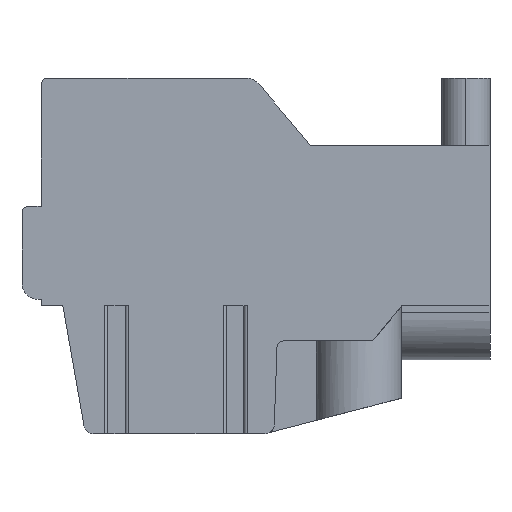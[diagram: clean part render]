
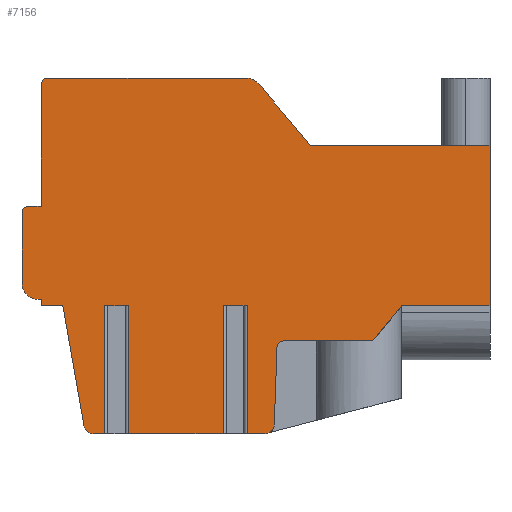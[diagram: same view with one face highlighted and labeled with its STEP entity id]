
A CAD part, front view. The second image highlights one B-rep face of the part: STEP entity #7156.
In plain terms, the highlighted planar face has unit normal (0, -1, 0).
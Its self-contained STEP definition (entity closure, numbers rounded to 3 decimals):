
#1=DIRECTION('',(1.,0.,0.));
#2=VECTOR('',#1,0.746);
#3=CARTESIAN_POINT('',(-12.023,0.,-7.186));
#4=LINE('',#3,#2);
#5=DIRECTION('',(0.,0.,-1.));
#6=VECTOR('',#5,4.);
#7=CARTESIAN_POINT('',(-12.023,0.,-7.186));
#8=LINE('',#7,#6);
#9=DIRECTION('',(-1.,0.,0.));
#10=VECTOR('',#9,0.348);
#11=CARTESIAN_POINT('',(-12.023,0.,-11.186));
#12=LINE('',#11,#10);
#13=CARTESIAN_POINT('',(-12.371,0.,-10.886));
#14=DIRECTION('',(0.,1.,0.));
#15=DIRECTION('',(0.,0.,-1.));
#16=AXIS2_PLACEMENT_3D('',#13,#14,#15);
#18=DIRECTION('',(-0.174,0.,0.985));
#19=VECTOR('',#18,3.81);
#20=CARTESIAN_POINT('',(-12.667,0.,-10.938));
#21=LINE('',#20,#19);
#22=DIRECTION('',(-1.,0.,0.));
#23=VECTOR('',#22,0.672);
#24=CARTESIAN_POINT('',(-13.328,0.,-7.186));
#25=LINE('',#24,#23);
#26=DIRECTION('',(0.,0.,1.));
#27=VECTOR('',#26,0.2);
#28=CARTESIAN_POINT('',(-14.,0.,-7.186));
#29=LINE('',#28,#27);
#30=DIRECTION('',(-1.,0.,0.));
#31=VECTOR('',#30,0.1);
#32=CARTESIAN_POINT('',(-14.,0.,-6.986));
#33=LINE('',#32,#31);
#34=CARTESIAN_POINT('',(-14.1,0.,-6.486));
#35=DIRECTION('',(0.,1.,0.));
#36=DIRECTION('',(0.,0.,-1.));
#37=AXIS2_PLACEMENT_3D('',#34,#35,#36);
#39=DIRECTION('',(0.,0.,1.));
#40=VECTOR('',#39,2.2);
#41=CARTESIAN_POINT('',(-14.6,0.,-6.486));
#42=LINE('',#41,#40);
#43=CARTESIAN_POINT('',(-14.4,0.,-4.286));
#44=DIRECTION('',(0.,1.,0.));
#45=DIRECTION('',(-1.,0.,0.));
#46=AXIS2_PLACEMENT_3D('',#43,#44,#45);
#48=DIRECTION('',(1.,0.,0.));
#49=VECTOR('',#48,0.4);
#50=CARTESIAN_POINT('',(-14.4,0.,-4.086));
#51=LINE('',#50,#49);
#52=DIRECTION('',(0.,0.,1.));
#53=VECTOR('',#52,3.8);
#54=CARTESIAN_POINT('',(-14.,0.,-4.086));
#55=LINE('',#54,#53);
#56=CARTESIAN_POINT('',(-13.8,0.,-0.286));
#57=DIRECTION('',(0.,1.,0.));
#58=DIRECTION('',(-1.,0.,0.));
#59=AXIS2_PLACEMENT_3D('',#56,#57,#58);
#61=DIRECTION('',(1.,0.,0.));
#62=VECTOR('',#61,6.205);
#63=CARTESIAN_POINT('',(-13.8,0.,-0.086));
#64=LINE('',#63,#62);
#65=CARTESIAN_POINT('',(-7.595,0.,-0.586));
#66=DIRECTION('',(0.,1.,0.));
#67=DIRECTION('',(0.,0.,1.));
#68=AXIS2_PLACEMENT_3D('',#65,#66,#67);
#70=DIRECTION('',(0.643,0.,-0.766));
#71=VECTOR('',#70,2.508);
#72=CARTESIAN_POINT('',(-7.212,0.,-0.264));
#73=LINE('',#72,#71);
#74=DIRECTION('',(1.,0.,0.));
#75=VECTOR('',#74,5.6);
#76=CARTESIAN_POINT('',(-5.6,0.,-2.186));
#77=LINE('',#76,#75);
#78=DIRECTION('',(0.,0.,-1.));
#79=VECTOR('',#78,5.);
#80=CARTESIAN_POINT('',(0.,0.,-2.186));
#81=LINE('',#80,#79);
#82=DIRECTION('',(-1.,0.,0.));
#83=VECTOR('',#82,2.75);
#84=CARTESIAN_POINT('',(0.,0.,-7.186));
#85=LINE('',#84,#83);
#86=DIRECTION('',(-0.635,0.,-0.773));
#87=VECTOR('',#86,1.423);
#88=CARTESIAN_POINT('',(-2.75,0.,-7.186));
#89=LINE('',#88,#87);
#90=DIRECTION('',(-1.,0.,0.));
#91=VECTOR('',#90,2.792);
#92=CARTESIAN_POINT('',(-3.653,0.,-8.286));
#93=LINE('',#92,#91);
#94=CARTESIAN_POINT('',(-6.445,0.,-8.486));
#95=DIRECTION('',(0.,-1.,0.));
#96=DIRECTION('',(0.,0.,1.));
#97=AXIS2_PLACEMENT_3D('',#94,#95,#96);
#99=DIRECTION('',(-0.035,0.,-0.999));
#100=VECTOR('',#99,2.419);
#101=CARTESIAN_POINT('',(-6.645,0.,-8.479));
#102=LINE('',#101,#100);
#103=CARTESIAN_POINT('',(-7.029,0.,-10.886));
#104=DIRECTION('',(0.,1.,0.));
#105=DIRECTION('',(0.999,0.,-0.035));
#106=AXIS2_PLACEMENT_3D('',#103,#104,#105);
#108=DIRECTION('',(-1.,0.,0.));
#109=VECTOR('',#108,0.547);
#110=CARTESIAN_POINT('',(-7.029,0.,-11.186));
#111=LINE('',#110,#109);
#112=DIRECTION('',(0.,0.,-1.));
#113=VECTOR('',#112,4.);
#114=CARTESIAN_POINT('',(-7.577,0.,-7.186));
#115=LINE('',#114,#113);
#116=DIRECTION('',(1.,0.,0.));
#117=VECTOR('',#116,0.746);
#118=CARTESIAN_POINT('',(-8.323,0.,-7.186));
#119=LINE('',#118,#117);
#120=DIRECTION('',(0.,0.,-1.));
#121=VECTOR('',#120,4.);
#122=CARTESIAN_POINT('',(-8.323,0.,-7.186));
#123=LINE('',#122,#121);
#124=DIRECTION('',(-1.,0.,0.));
#125=VECTOR('',#124,2.954);
#126=CARTESIAN_POINT('',(-8.323,0.,-11.186));
#127=LINE('',#126,#125);
#128=DIRECTION('',(0.,0.,-1.));
#129=VECTOR('',#128,4.);
#130=CARTESIAN_POINT('',(-11.277,0.,-7.186));
#131=LINE('',#130,#129);
#5475=CARTESIAN_POINT('',(-14.6,0.,-6.486));
#5476=CARTESIAN_POINT('',(-14.6,0.,-4.286));
#5477=VERTEX_POINT('',#5475);
#5478=VERTEX_POINT('',#5476);
#5479=CARTESIAN_POINT('',(-14.4,0.,-4.086));
#5480=VERTEX_POINT('',#5479);
#5481=CARTESIAN_POINT('',(-14.,0.,-4.086));
#5482=VERTEX_POINT('',#5481);
#5483=CARTESIAN_POINT('',(-14.,0.,-0.286));
#5484=VERTEX_POINT('',#5483);
#5485=CARTESIAN_POINT('',(-13.8,0.,-0.086));
#5486=VERTEX_POINT('',#5485);
#5487=CARTESIAN_POINT('',(-7.595,0.,-0.086));
#5488=VERTEX_POINT('',#5487);
#5489=CARTESIAN_POINT('',(-7.212,0.,-0.264));
#5490=VERTEX_POINT('',#5489);
#5491=CARTESIAN_POINT('',(-5.6,0.,-2.186));
#5492=VERTEX_POINT('',#5491);
#5493=CARTESIAN_POINT('',(0.,0.,-2.186));
#5494=VERTEX_POINT('',#5493);
#5495=CARTESIAN_POINT('',(0.,0.,-7.186));
#5496=VERTEX_POINT('',#5495);
#5497=CARTESIAN_POINT('',(-2.75,0.,-7.186));
#5498=VERTEX_POINT('',#5497);
#5499=CARTESIAN_POINT('',(-3.653,0.,-8.286));
#5500=VERTEX_POINT('',#5499);
#5501=CARTESIAN_POINT('',(-6.445,0.,-8.286));
#5502=VERTEX_POINT('',#5501);
#5503=CARTESIAN_POINT('',(-6.645,0.,-8.479));
#5504=VERTEX_POINT('',#5503);
#5505=CARTESIAN_POINT('',(-6.73,0.,-10.896));
#5506=VERTEX_POINT('',#5505);
#5507=CARTESIAN_POINT('',(-7.029,0.,-11.186));
#5508=VERTEX_POINT('',#5507);
#5509=CARTESIAN_POINT('',(-12.371,0.,-11.186));
#5510=CARTESIAN_POINT('',(-12.667,0.,-10.938));
#5511=VERTEX_POINT('',#5509);
#5512=VERTEX_POINT('',#5510);
#5513=CARTESIAN_POINT('',(-13.328,0.,-7.186));
#5514=VERTEX_POINT('',#5513);
#5515=CARTESIAN_POINT('',(-14.,0.,-7.186));
#5516=VERTEX_POINT('',#5515);
#5517=CARTESIAN_POINT('',(-14.,0.,-6.986));
#5518=VERTEX_POINT('',#5517);
#5519=CARTESIAN_POINT('',(-14.1,0.,-6.986));
#5520=VERTEX_POINT('',#5519);
#7047=CARTESIAN_POINT('',(-12.023,0.,-7.186));
#7048=CARTESIAN_POINT('',(-11.277,0.,-7.186));
#7049=VERTEX_POINT('',#7047);
#7050=VERTEX_POINT('',#7048);
#7051=CARTESIAN_POINT('',(-8.323,0.,-7.186));
#7052=CARTESIAN_POINT('',(-7.577,0.,-7.186));
#7053=VERTEX_POINT('',#7051);
#7054=VERTEX_POINT('',#7052);
#7055=CARTESIAN_POINT('',(-11.277,0.,-11.186));
#7056=VERTEX_POINT('',#7055);
#7057=CARTESIAN_POINT('',(-12.023,0.,-11.186));
#7058=VERTEX_POINT('',#7057);
#7059=CARTESIAN_POINT('',(-8.323,0.,-11.186));
#7060=VERTEX_POINT('',#7059);
#7061=CARTESIAN_POINT('',(-7.577,0.,-11.186));
#7062=VERTEX_POINT('',#7061);
#7087=CARTESIAN_POINT('',(0.,0.,0.));
#7088=DIRECTION('',(0.,1.,0.));
#7089=DIRECTION('',(1.,0.,0.));
#7090=AXIS2_PLACEMENT_3D('',#7087,#7088,#7089);
#7091=PLANE('',#7090);
#7093=ORIENTED_EDGE('',*,*,#7092,.F.);
#7095=ORIENTED_EDGE('',*,*,#7094,.T.);
#7097=ORIENTED_EDGE('',*,*,#7096,.T.);
#7099=ORIENTED_EDGE('',*,*,#7098,.T.);
#7101=ORIENTED_EDGE('',*,*,#7100,.T.);
#7103=ORIENTED_EDGE('',*,*,#7102,.T.);
#7105=ORIENTED_EDGE('',*,*,#7104,.T.);
#7107=ORIENTED_EDGE('',*,*,#7106,.T.);
#7109=ORIENTED_EDGE('',*,*,#7108,.T.);
#7111=ORIENTED_EDGE('',*,*,#7110,.T.);
#7113=ORIENTED_EDGE('',*,*,#7112,.T.);
#7115=ORIENTED_EDGE('',*,*,#7114,.T.);
#7117=ORIENTED_EDGE('',*,*,#7116,.T.);
#7119=ORIENTED_EDGE('',*,*,#7118,.T.);
#7121=ORIENTED_EDGE('',*,*,#7120,.T.);
#7123=ORIENTED_EDGE('',*,*,#7122,.T.);
#7125=ORIENTED_EDGE('',*,*,#7124,.T.);
#7127=ORIENTED_EDGE('',*,*,#7126,.T.);
#7129=ORIENTED_EDGE('',*,*,#7128,.T.);
#7131=ORIENTED_EDGE('',*,*,#7130,.T.);
#7133=ORIENTED_EDGE('',*,*,#7132,.T.);
#7135=ORIENTED_EDGE('',*,*,#7134,.T.);
#7137=ORIENTED_EDGE('',*,*,#7136,.T.);
#7139=ORIENTED_EDGE('',*,*,#7138,.T.);
#7141=ORIENTED_EDGE('',*,*,#7140,.T.);
#7143=ORIENTED_EDGE('',*,*,#7142,.T.);
#7145=ORIENTED_EDGE('',*,*,#7144,.F.);
#7147=ORIENTED_EDGE('',*,*,#7146,.F.);
#7149=ORIENTED_EDGE('',*,*,#7148,.T.);
#7151=ORIENTED_EDGE('',*,*,#7150,.T.);
#7153=ORIENTED_EDGE('',*,*,#7152,.F.);
#7154=EDGE_LOOP('',(#7093,#7095,#7097,#7099,#7101,#7103,#7105,#7107,#7109,#7111,
#7113,#7115,#7117,#7119,#7121,#7123,#7125,#7127,#7129,#7131,#7133,#7135,#7137,
#7139,#7141,#7143,#7145,#7147,#7149,#7151,#7153));
#7155=FACE_OUTER_BOUND('',#7154,.F.);
#7156=ADVANCED_FACE('',(#7155),#7091,.F.);
#17=CIRCLE('',#16,0.3);
#38=CIRCLE('',#37,0.5);
#47=CIRCLE('',#46,0.2);
#60=CIRCLE('',#59,0.2);
#69=CIRCLE('',#68,0.5);
#98=CIRCLE('',#97,0.2);
#107=CIRCLE('',#106,0.3);
#7092=EDGE_CURVE('',#7049,#7050,#4,.T.);
#7094=EDGE_CURVE('',#7049,#7058,#8,.T.);
#7096=EDGE_CURVE('',#7058,#5511,#12,.T.);
#7098=EDGE_CURVE('',#5511,#5512,#17,.T.);
#7100=EDGE_CURVE('',#5512,#5514,#21,.T.);
#7102=EDGE_CURVE('',#5514,#5516,#25,.T.);
#7104=EDGE_CURVE('',#5516,#5518,#29,.T.);
#7106=EDGE_CURVE('',#5518,#5520,#33,.T.);
#7108=EDGE_CURVE('',#5520,#5477,#38,.T.);
#7110=EDGE_CURVE('',#5477,#5478,#42,.T.);
#7112=EDGE_CURVE('',#5478,#5480,#47,.T.);
#7114=EDGE_CURVE('',#5480,#5482,#51,.T.);
#7116=EDGE_CURVE('',#5482,#5484,#55,.T.);
#7118=EDGE_CURVE('',#5484,#5486,#60,.T.);
#7120=EDGE_CURVE('',#5486,#5488,#64,.T.);
#7122=EDGE_CURVE('',#5488,#5490,#69,.T.);
#7124=EDGE_CURVE('',#5490,#5492,#73,.T.);
#7126=EDGE_CURVE('',#5492,#5494,#77,.T.);
#7128=EDGE_CURVE('',#5494,#5496,#81,.T.);
#7130=EDGE_CURVE('',#5496,#5498,#85,.T.);
#7132=EDGE_CURVE('',#5498,#5500,#89,.T.);
#7134=EDGE_CURVE('',#5500,#5502,#93,.T.);
#7136=EDGE_CURVE('',#5502,#5504,#98,.T.);
#7138=EDGE_CURVE('',#5504,#5506,#102,.T.);
#7140=EDGE_CURVE('',#5506,#5508,#107,.T.);
#7142=EDGE_CURVE('',#5508,#7062,#111,.T.);
#7144=EDGE_CURVE('',#7054,#7062,#115,.T.);
#7146=EDGE_CURVE('',#7053,#7054,#119,.T.);
#7148=EDGE_CURVE('',#7053,#7060,#123,.T.);
#7150=EDGE_CURVE('',#7060,#7056,#127,.T.);
#7152=EDGE_CURVE('',#7050,#7056,#131,.T.);
